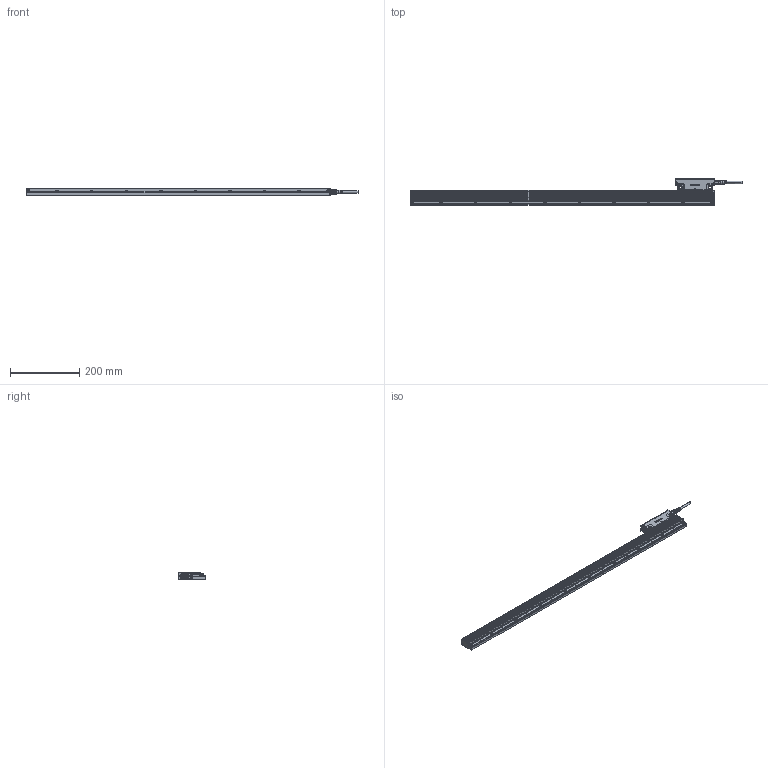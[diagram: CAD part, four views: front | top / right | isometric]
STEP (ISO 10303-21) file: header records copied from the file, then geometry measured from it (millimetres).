
FILE_DESCRIPTION(('CATIA V5 STEP','CAx-IF Rec.Pracs.--- Model Styling and Organization---1.4--- 2014-01-23'),'2;1');
FILE_NAME('SQ57-077-L.stp','2021-01-04T05:23:58+00:00',('none'),('none'),'CATIA Version 5-6 Release 2017 SP5','CATIA V5 STEP AP214','none');
FILE_SCHEMA(('AUTOMOTIVE_DESIGN { 1 0 10303 214 1 1 1 1 }'));
Products named in the file (4): SQ57-077-L; Head ASSY L; Scale cover 770; Scale base 770
Assembly tree (3 placements, depth 2):
  SQ57-077-L
    Head ASSY L
    Scale cover 770
    Scale base 770
Bounding box: 960.5 x 77.01 x 20 mm (x, y, z)
Volume: 492312.2 mm3; surface area: 334558.5 mm2
Topology: 3 solids, 36 shells, 4100 faces, 10931 edges, 6962 vertices
Faces by surface type: cone 1286, plane 1147, cylinder 929, bspline 517, torus 176, sphere 34, extrusion 11
Entity records: 146012 total; most frequent: CARTESIAN_POINT 54180, ORIENTED_EDGE 21754, DIRECTION 13969, EDGE_CURVE 10877, VERTEX_POINT 6962, AXIS2_PLACEMENT_3D 6877, VECTOR 4553, LINE 4542
